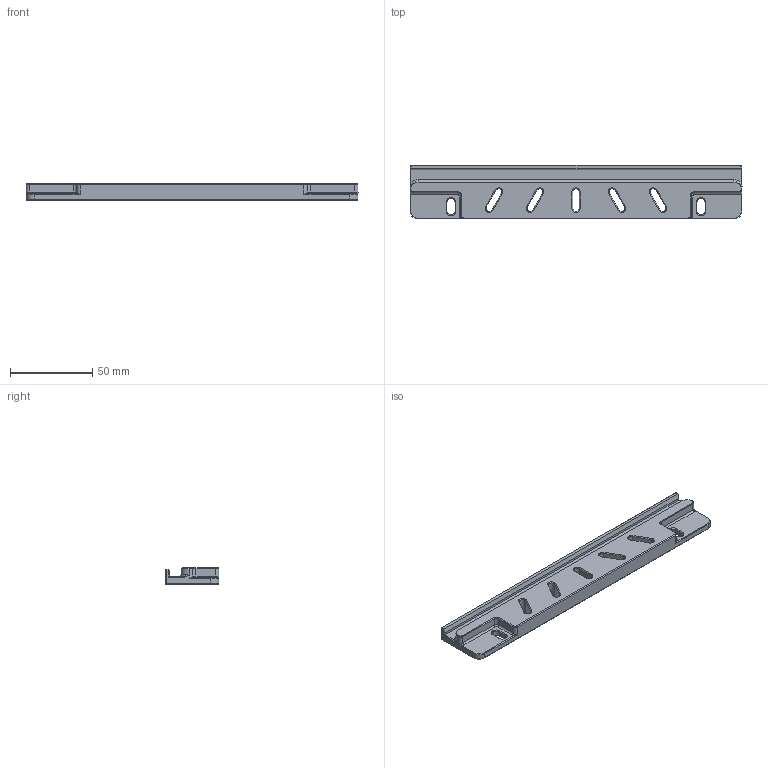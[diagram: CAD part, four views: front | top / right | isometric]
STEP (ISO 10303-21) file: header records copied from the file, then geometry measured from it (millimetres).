
FILE_DESCRIPTION (( 'STEP AP203' ), '1' );
FILE_NAME ('10394-Rear_Hinge_Polycarbonate_Shelf-RevD-4xWide.STEP', '2023-08-17T18:29:59', ( '' ), ( '' ), 'SwSTEP 2.0', 'SolidWorks 2022', '' );
FILE_SCHEMA (( 'CONFIG_CONTROL_DESIGN' ));
Length unit declared in the file: millimetre
Products named in the file (1): 10394-Rear_Hinge_Polycarbonate_Shelf-RevD-4xWide
Bounding box: 202.4 x 32.85 x 10 mm (x, y, z)
Volume: 49000.8 mm3; surface area: 19976.9 mm2
Topology: 1 solids, 1 shells, 179 faces, 425 edges, 246 vertices
Faces by surface type: plane 78, cone 54, cylinder 37, torus 8, bspline 2
Entity records: 5504 total; most frequent: CARTESIAN_POINT 1269, DIRECTION 899, ORIENTED_EDGE 846, EDGE_CURVE 423, AXIS2_PLACEMENT_3D 318, LINE 263, VECTOR 263, VERTEX_POINT 246
